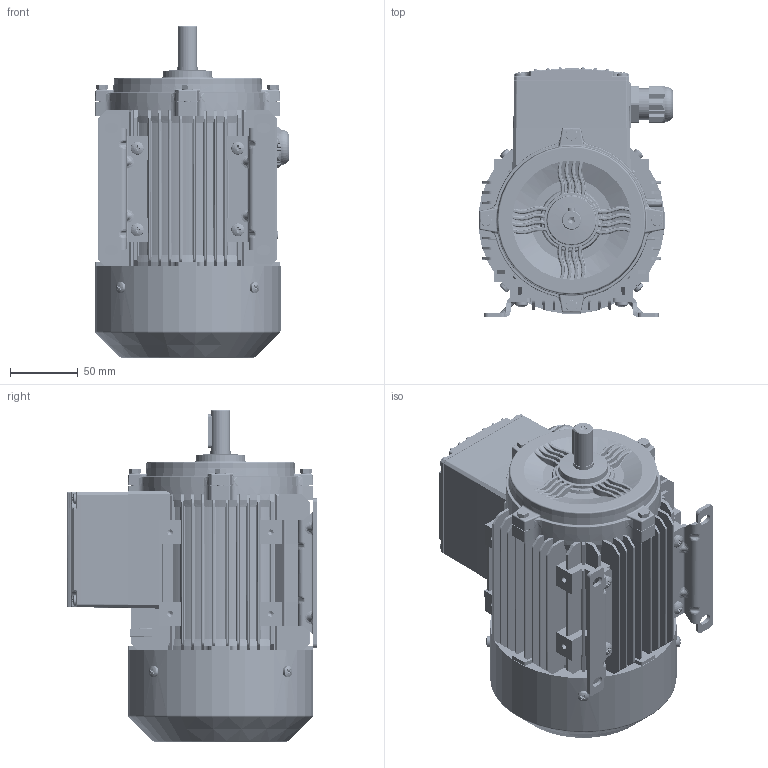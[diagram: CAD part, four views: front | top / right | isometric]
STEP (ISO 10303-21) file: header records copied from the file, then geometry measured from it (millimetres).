
FILE_DESCRIPTION (( 'STEP AP203' ), '1' );
FILE_NAME ('2EL071M2_PD_K1-A.step', '2019-06-19T12:00:32', ( '' ), ( '' ), 'SwSTEP 2.0', 'SolidWorks 2019', '' );
FILE_SCHEMA (( 'CONFIG_CONTROL_DESIGN' ));
Products named in the file (1): 2EL071M2_PD_K1-A
Bounding box: 143.44 x 183.92 x 244.4 mm (x, y, z)
Volume: 2937735.2 mm3; surface area: 250332.7 mm2
Topology: 1 solids, 74 shells, 4471 faces, 11319 edges, 7064 vertices
Faces by surface type: cylinder 1482, plane 1356, cone 652, bspline 624, torus 291, sphere 66
Entity records: 158850 total; most frequent: CARTESIAN_POINT 56462, ORIENTED_EDGE 22390, DIRECTION 20516, EDGE_CURVE 11195, AXIS2_PLACEMENT_3D 8079, VERTEX_POINT 7060, EDGE_LOOP 4815, FACE_OUTER_BOUND 4471
